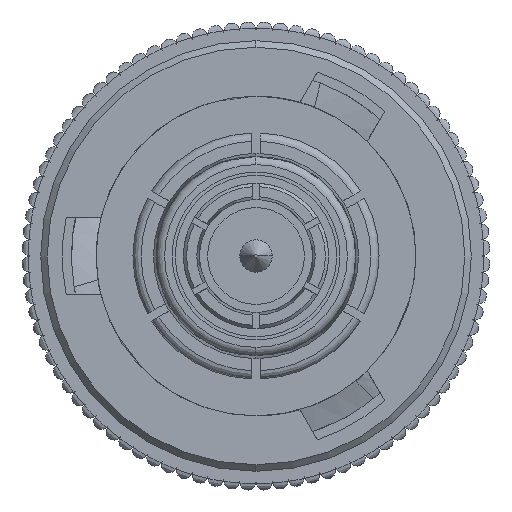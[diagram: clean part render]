
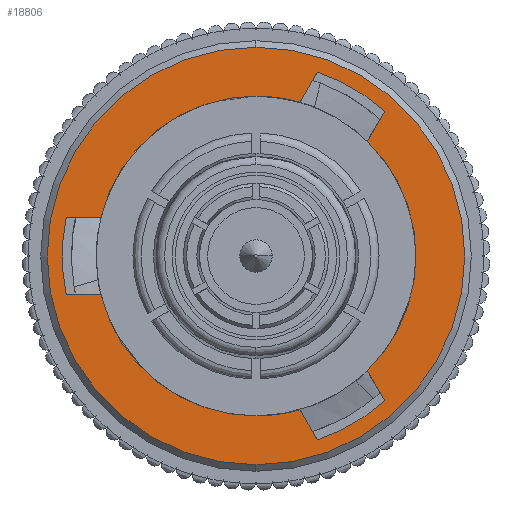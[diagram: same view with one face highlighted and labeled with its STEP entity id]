
A CAD part, left-side view. The second image highlights one B-rep face of the part: STEP entity #18806.
In plain terms, the highlighted face is planar.
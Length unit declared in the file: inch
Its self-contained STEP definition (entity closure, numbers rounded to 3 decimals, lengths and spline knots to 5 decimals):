
#282 = PLANE ( 'NONE',  #8960 ) ;
#467 = CARTESIAN_POINT ( 'NONE',  ( 0., -0.1357, 0.14004 ) ) ;
#741 = VECTOR ( 'NONE', #18139, 39.37008 ) ;
#970 = CARTESIAN_POINT ( 'NONE',  ( 0., -0.15683, -0.17664 ) ) ;
#1276 = LINE ( 'NONE', #23458, #2912 ) ;
#1284 = ORIENTED_EDGE ( 'NONE', *, *, #30105, .T. ) ;
#1294 = AXIS2_PLACEMENT_3D ( 'NONE', #29969, #15773, #18337 ) ;
#1718 = DIRECTION ( 'NONE',  ( -1., 0., 0. ) ) ;
#1832 = CIRCLE ( 'NONE', #22149, 0.195 ) ;
#1882 = ORIENTED_EDGE ( 'NONE', *, *, #18411, .F. ) ;
#2484 = AXIS2_PLACEMENT_3D ( 'NONE', #19450, #30715, #3444 ) ;
#2912 = VECTOR ( 'NONE', #31101, 39.37008 ) ;
#3444 = DIRECTION ( 'NONE',  ( 0., 0., 1. ) ) ;
#4219 = DIRECTION ( 'NONE',  ( 0., 0., 1. ) ) ;
#4382 = ORIENTED_EDGE ( 'NONE', *, *, #7205, .F. ) ;
#4859 = VERTEX_POINT ( 'NONE', #35163 ) ;
#5072 = ORIENTED_EDGE ( 'NONE', *, *, #30550, .F. ) ;
#5397 = EDGE_CURVE ( 'NONE', #17471, #29176, #5724, .T. ) ;
#5520 = ORIENTED_EDGE ( 'NONE', *, *, #6803, .F. ) ;
#5544 = EDGE_LOOP ( 'NONE', ( #14173, #32908 ) ) ;
#5724 = LINE ( 'NONE', #27721, #28799 ) ;
#6278 = CARTESIAN_POINT ( 'NONE',  ( 0., -0.1357, -0.14004 ) ) ;
#6518 = VERTEX_POINT ( 'NONE', #28014 ) ;
#6803 = EDGE_CURVE ( 'NONE', #19160, #8835, #29288, .T. ) ;
#6990 = AXIS2_PLACEMENT_3D ( 'NONE', #20996, #1718, #7874 ) ;
#7042 = DIRECTION ( 'NONE',  ( 1., 0., 0. ) ) ;
#7205 = EDGE_CURVE ( 'NONE', #4859, #23002, #28811, .T. ) ;
#7622 = CARTESIAN_POINT ( 'NONE',  ( 0., -0.05343, -0.18754 ) ) ;
#7874 = DIRECTION ( 'NONE',  ( 0., 0., 1. ) ) ;
#7899 = VERTEX_POINT ( 'NONE', #7622 ) ;
#8316 = CARTESIAN_POINT ( 'NONE',  ( 0., 0., 0.195 ) ) ;
#8671 = ORIENTED_EDGE ( 'NONE', *, *, #24137, .T. ) ;
#8678 = VERTEX_POINT ( 'NONE', #24372 ) ;
#8835 = VERTEX_POINT ( 'NONE', #22543 ) ;
#8960 = AXIS2_PLACEMENT_3D ( 'NONE', #13512, #11324, #33566 ) ;
#9224 = DIRECTION ( 'NONE',  ( 0., 0., 1. ) ) ;
#9308 = DIRECTION ( 'NONE',  ( -1., 0., 0. ) ) ;
#9335 = CIRCLE ( 'NONE', #30308, 0.195 ) ;
#10620 = CIRCLE ( 'NONE', #2484, 0.195 ) ;
#10692 = CARTESIAN_POINT ( 'NONE',  ( 0., 0., 0. ) ) ;
#10828 = ORIENTED_EDGE ( 'NONE', *, *, #21402, .T. ) ;
#11057 = EDGE_CURVE ( 'NONE', #23002, #33131, #22463, .T. ) ;
#11324 = DIRECTION ( 'NONE',  ( -1., 0., 0. ) ) ;
#12123 = DIRECTION ( 'NONE',  ( -1., 0., 0. ) ) ;
#12140 = DIRECTION ( 'NONE',  ( 0., -1., 0. ) ) ;
#12352 = DIRECTION ( 'NONE',  ( 0., 0., 1. ) ) ;
#12463 = CARTESIAN_POINT ( 'NONE',  ( 0., -0.07456, -0.22414 ) ) ;
#12894 = DIRECTION ( 'NONE',  ( 0., 0., 1. ) ) ;
#13119 = CARTESIAN_POINT ( 'NONE',  ( 0., -0.05343, 0.18754 ) ) ;
#13410 = EDGE_CURVE ( 'NONE', #30834, #19160, #16463, .T. ) ;
#13512 = CARTESIAN_POINT ( 'NONE',  ( 0., 0.195, 0. ) ) ;
#13864 = DIRECTION ( 'NONE',  ( 0., -0.5, -0.866 ) ) ;
#13872 = DIRECTION ( 'NONE',  ( 0., 0.5, -0.866 ) ) ;
#14173 = ORIENTED_EDGE ( 'NONE', *, *, #19205, .F. ) ;
#14216 = DIRECTION ( 'NONE',  ( -1., 0., 0. ) ) ;
#15581 = CARTESIAN_POINT ( 'NONE',  ( 0., 0., 0. ) ) ;
#15773 = DIRECTION ( 'NONE',  ( 1., 0., 0. ) ) ;
#15929 = AXIS2_PLACEMENT_3D ( 'NONE', #30802, #14216, #25350 ) ;
#16463 = CIRCLE ( 'NONE', #18813, 0.23622 ) ;
#17146 = CARTESIAN_POINT ( 'NONE',  ( 0., 0.2314, 0.0475 ) ) ;
#17471 = VERTEX_POINT ( 'NONE', #6278 ) ;
#17518 = VECTOR ( 'NONE', #23896, 39.37008 ) ;
#18139 = DIRECTION ( 'NONE',  ( 0., 0.5, 0.866 ) ) ;
#18188 = AXIS2_PLACEMENT_3D ( 'NONE', #29145, #9308, #4219 ) ;
#18337 = DIRECTION ( 'NONE',  ( 0., 0., 1. ) ) ;
#18411 = EDGE_CURVE ( 'NONE', #19295, #7899, #23781, .T. ) ;
#18511 = ORIENTED_EDGE ( 'NONE', *, *, #21512, .T. ) ;
#18617 = CIRCLE ( 'NONE', #6990, 0.2545 ) ;
#18720 = ORIENTED_EDGE ( 'NONE', *, *, #11057, .F. ) ;
#18806 = ADVANCED_FACE ( 'NONE', ( #24823, #35930 ), #282, .F. ) ;
#18813 = AXIS2_PLACEMENT_3D ( 'NONE', #31669, #26378, #12352 ) ;
#19160 = VERTEX_POINT ( 'NONE', #17146 ) ;
#19205 = EDGE_CURVE ( 'NONE', #35049, #6518, #20031, .T. ) ;
#19295 = VERTEX_POINT ( 'NONE', #21325 ) ;
#19450 = CARTESIAN_POINT ( 'NONE',  ( 0., 0., 0. ) ) ;
#19813 = DIRECTION ( 'NONE',  ( -1., 0., 0. ) ) ;
#19997 = CARTESIAN_POINT ( 'NONE',  ( 0., 0., 0. ) ) ;
#20031 = CIRCLE ( 'NONE', #15929, 0.2545 ) ;
#20032 = ORIENTED_EDGE ( 'NONE', *, *, #13410, .F. ) ;
#20618 = CARTESIAN_POINT ( 'NONE',  ( 0., -0.07456, 0.22414 ) ) ;
#20701 = EDGE_CURVE ( 'NONE', #34696, #4859, #32431, .T. ) ;
#20722 = ORIENTED_EDGE ( 'NONE', *, *, #24451, .T. ) ;
#20770 = EDGE_LOOP ( 'NONE', ( #18511, #8671, #1882, #5072, #26275, #10828, #18720, #4382, #29690, #1284, #20722, #5520, #20032, #21532 ) ) ;
#20996 = CARTESIAN_POINT ( 'NONE',  ( 0., 0., 0. ) ) ;
#21088 = CARTESIAN_POINT ( 'NONE',  ( 0., 0.2314, 0.0475 ) ) ;
#21119 = DIRECTION ( 'NONE',  ( -1., 0., 0. ) ) ;
#21325 = CARTESIAN_POINT ( 'NONE',  ( 0., -0.07456, -0.22414 ) ) ;
#21330 = CARTESIAN_POINT ( 'NONE',  ( 0., 0., -0.195 ) ) ;
#21402 = EDGE_CURVE ( 'NONE', #17471, #33131, #9335, .T. ) ;
#21512 = EDGE_CURVE ( 'NONE', #8678, #23314, #25035, .T. ) ;
#21532 = ORIENTED_EDGE ( 'NONE', *, *, #35752, .F. ) ;
#22149 = AXIS2_PLACEMENT_3D ( 'NONE', #10692, #21119, #12894 ) ;
#22463 = LINE ( 'NONE', #35598, #27789 ) ;
#22465 = VECTOR ( 'NONE', #12140, 39.37008 ) ;
#22543 = CARTESIAN_POINT ( 'NONE',  ( 0., 0.18913, 0.0475 ) ) ;
#23002 = VERTEX_POINT ( 'NONE', #33367 ) ;
#23314 = VERTEX_POINT ( 'NONE', #21330 ) ;
#23458 = CARTESIAN_POINT ( 'NONE',  ( 0., 0.2314, -0.0475 ) ) ;
#23781 = LINE ( 'NONE', #12463, #741 ) ;
#23896 = DIRECTION ( 'NONE',  ( 0., -0.5, 0.866 ) ) ;
#24137 = EDGE_CURVE ( 'NONE', #23314, #7899, #34500, .T. ) ;
#24372 = CARTESIAN_POINT ( 'NONE',  ( 0., 0.18913, -0.0475 ) ) ;
#24451 = EDGE_CURVE ( 'NONE', #31954, #8835, #10620, .T. ) ;
#24823 = FACE_OUTER_BOUND ( 'NONE', #5544, .T. ) ;
#25035 = CIRCLE ( 'NONE', #33169, 0.195 ) ;
#25350 = DIRECTION ( 'NONE',  ( 0., 0., 1. ) ) ;
#25775 = CARTESIAN_POINT ( 'NONE',  ( 0., 0.2314, -0.0475 ) ) ;
#26275 = ORIENTED_EDGE ( 'NONE', *, *, #5397, .F. ) ;
#26378 = DIRECTION ( 'NONE',  ( 1., 0., 0. ) ) ;
#26682 = DIRECTION ( 'NONE',  ( 0., 0., 1. ) ) ;
#27721 = CARTESIAN_POINT ( 'NONE',  ( 0., -0.15683, -0.17664 ) ) ;
#27789 = VECTOR ( 'NONE', #13872, 39.37008 ) ;
#28014 = CARTESIAN_POINT ( 'NONE',  ( 0., 0., -0.2545 ) ) ;
#28216 = AXIS2_PLACEMENT_3D ( 'NONE', #31958, #7042, #9224 ) ;
#28799 = VECTOR ( 'NONE', #13864, 39.37008 ) ;
#28811 = CIRCLE ( 'NONE', #28216, 0.23622 ) ;
#28969 = EDGE_CURVE ( 'NONE', #6518, #35049, #18617, .T. ) ;
#29145 = CARTESIAN_POINT ( 'NONE',  ( 0., 0., 0. ) ) ;
#29176 = VERTEX_POINT ( 'NONE', #970 ) ;
#29288 = LINE ( 'NONE', #21088, #22465 ) ;
#29690 = ORIENTED_EDGE ( 'NONE', *, *, #20701, .F. ) ;
#29969 = CARTESIAN_POINT ( 'NONE',  ( 0., 0., 0. ) ) ;
#30105 = EDGE_CURVE ( 'NONE', #34696, #31954, #1832, .T. ) ;
#30308 = AXIS2_PLACEMENT_3D ( 'NONE', #19997, #19813, #31084 ) ;
#30550 = EDGE_CURVE ( 'NONE', #29176, #19295, #30871, .T. ) ;
#30715 = DIRECTION ( 'NONE',  ( -1., 0., 0. ) ) ;
#30802 = CARTESIAN_POINT ( 'NONE',  ( 0., 0., 0. ) ) ;
#30834 = VERTEX_POINT ( 'NONE', #25775 ) ;
#30871 = CIRCLE ( 'NONE', #1294, 0.23622 ) ;
#31084 = DIRECTION ( 'NONE',  ( 0., 0., 1. ) ) ;
#31101 = DIRECTION ( 'NONE',  ( 0., 1., 0. ) ) ;
#31669 = CARTESIAN_POINT ( 'NONE',  ( 0., 0., 0. ) ) ;
#31954 = VERTEX_POINT ( 'NONE', #8316 ) ;
#31958 = CARTESIAN_POINT ( 'NONE',  ( 0., 0., 0. ) ) ;
#32431 = LINE ( 'NONE', #20618, #17518 ) ;
#32908 = ORIENTED_EDGE ( 'NONE', *, *, #28969, .F. ) ;
#33131 = VERTEX_POINT ( 'NONE', #467 ) ;
#33169 = AXIS2_PLACEMENT_3D ( 'NONE', #15581, #12123, #26682 ) ;
#33367 = CARTESIAN_POINT ( 'NONE',  ( 0., -0.15683, 0.17664 ) ) ;
#33566 = DIRECTION ( 'NONE',  ( 0., 0., 1. ) ) ;
#34500 = CIRCLE ( 'NONE', #18188, 0.195 ) ;
#34696 = VERTEX_POINT ( 'NONE', #13119 ) ;
#35049 = VERTEX_POINT ( 'NONE', #35335 ) ;
#35163 = CARTESIAN_POINT ( 'NONE',  ( 0., -0.07456, 0.22414 ) ) ;
#35335 = CARTESIAN_POINT ( 'NONE',  ( 0., 0., 0.2545 ) ) ;
#35598 = CARTESIAN_POINT ( 'NONE',  ( 0., -0.15683, 0.17664 ) ) ;
#35752 = EDGE_CURVE ( 'NONE', #8678, #30834, #1276, .T. ) ;
#35930 = FACE_BOUND ( 'NONE', #20770, .T. ) ;
